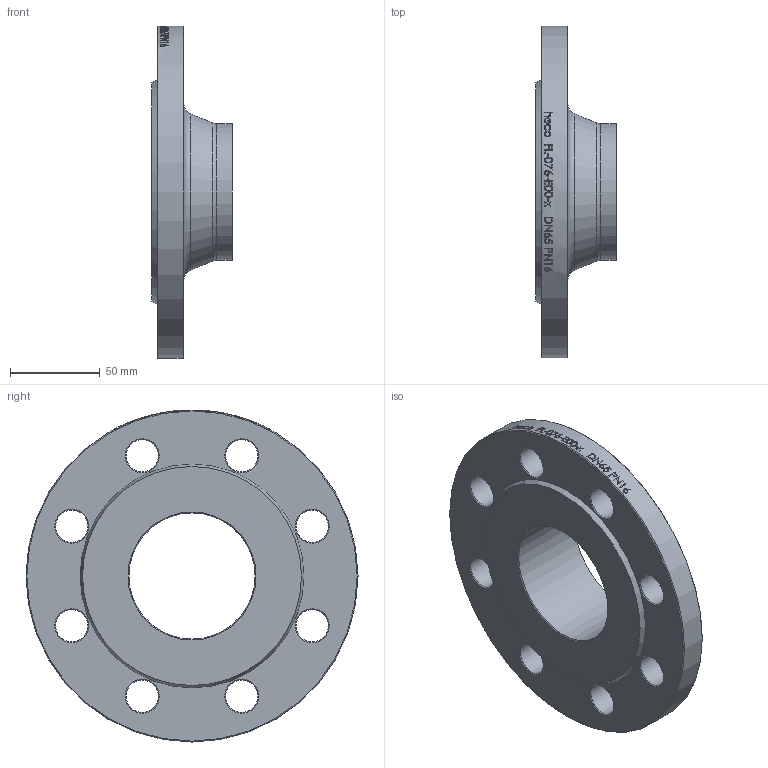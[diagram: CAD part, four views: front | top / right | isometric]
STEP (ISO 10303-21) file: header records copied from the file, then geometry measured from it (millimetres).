
FILE_DESCRIPTION (( 'STEP AP214' ), '1' );
FILE_NAME ('FL-076-E00-x Vorschweissflansch DN65 PN16 EN DIN2633 2009.STEP', '2020-09-14T11:25:04', ( '' ), ( '' ), 'SwSTEP 2.0', 'SolidWorks 2019', '' );
FILE_SCHEMA (( 'AUTOMOTIVE_DESIGN' ));
Length unit declared in the file: millimetre
Products named in the file (1): FL-076-E00-x Vorschweissflansch DN65 PN16 EN DIN2633 2009
Bounding box: 45 x 185 x 185 mm (x, y, z)
Volume: 371946.4 mm3; surface area: 72548 mm2
Topology: 1 solids, 1 shells, 72 faces, 326 edges, 292 vertices
Faces by surface type: cylinder 45, cone 21, plane 4, torus 2
Full cylindrical faces by diameter (mm): 18 x8, 70.3 x1, 76.1 x1, 185 x1
Entity records: 7262 total; most frequent: CARTESIAN_POINT 4486, ORIENTED_EDGE 564, DIRECTION 386, EDGE_CURVE 282, VERTEX_POINT 282, AXIS2_PLACEMENT_3D 172, EDGE_LOOP 160, B_SPLINE_CURVE_WITH_KNOTS 141
